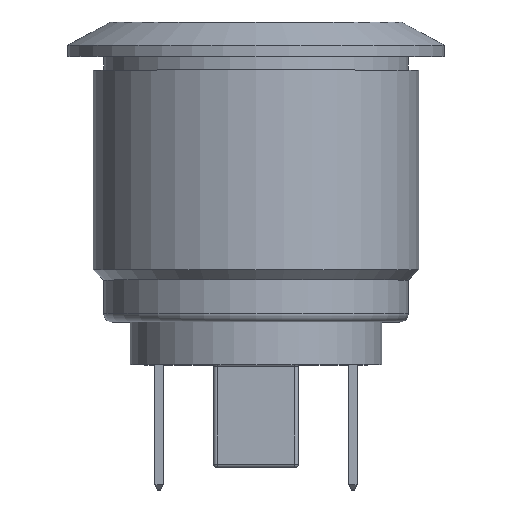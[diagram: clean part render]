
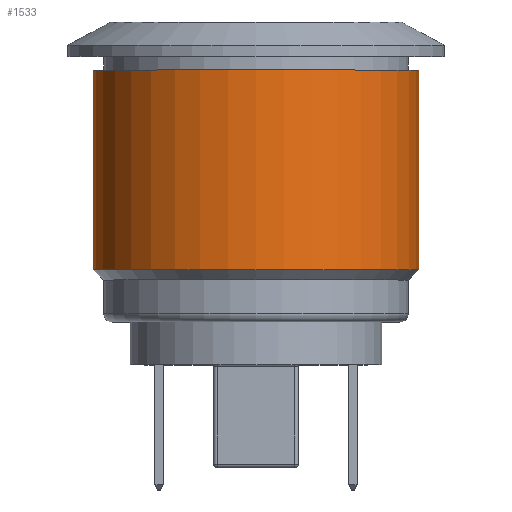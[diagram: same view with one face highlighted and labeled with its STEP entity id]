
A CAD part, top view. The second image highlights one B-rep face of the part: STEP entity #1533.
In plain terms, the highlighted cylindrical face has radius 9.5 mm (diameter 19 mm), a full revolution.
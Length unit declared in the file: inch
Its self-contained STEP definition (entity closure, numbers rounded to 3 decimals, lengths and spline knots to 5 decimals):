
#105=FACE_OUTER_BOUND('',#202,.T.);
#202=EDGE_LOOP('',(#1001,#1002,#1003,#1004,#1005,#1006));
#311=LINE('',#2314,#446);
#446=VECTOR('',#1846,0.37402);
#581=CIRCLE('',#1654,0.37402);
#582=CIRCLE('',#1655,0.37402);
#584=CIRCLE('',#1658,0.37402);
#585=CIRCLE('',#1659,0.37402);
#653=VERTEX_POINT('',#2299);
#654=VERTEX_POINT('',#2300);
#657=VERTEX_POINT('',#2307);
#658=VERTEX_POINT('',#2309);
#784=EDGE_CURVE('',#653,#654,#581,.T.);
#785=EDGE_CURVE('',#654,#653,#582,.T.);
#788=EDGE_CURVE('',#657,#658,#584,.T.);
#789=EDGE_CURVE('',#658,#657,#585,.T.);
#791=EDGE_CURVE('',#658,#654,#311,.T.);
#1001=ORIENTED_EDGE('',*,*,#788,.F.);
#1002=ORIENTED_EDGE('',*,*,#789,.F.);
#1003=ORIENTED_EDGE('',*,*,#791,.T.);
#1004=ORIENTED_EDGE('',*,*,#785,.T.);
#1005=ORIENTED_EDGE('',*,*,#784,.T.);
#1006=ORIENTED_EDGE('',*,*,#791,.F.);
#1403=CYLINDRICAL_SURFACE('',#1661,0.37402);
#1533=ADVANCED_FACE('',(#105),#1403,.T.);
#1654=AXIS2_PLACEMENT_3D('',#2301,#1829,#1830);
#1655=AXIS2_PLACEMENT_3D('',#2302,#1831,#1832);
#1658=AXIS2_PLACEMENT_3D('',#2310,#1838,#1839);
#1659=AXIS2_PLACEMENT_3D('',#2311,#1840,#1841);
#1661=AXIS2_PLACEMENT_3D('',#2313,#1844,#1845);
#1829=DIRECTION('center_axis',(0.,-1.,0.));
#1830=DIRECTION('ref_axis',(1.,0.,0.));
#1831=DIRECTION('center_axis',(0.,-1.,0.));
#1832=DIRECTION('ref_axis',(1.,0.,0.));
#1838=DIRECTION('center_axis',(0.,-1.,0.));
#1839=DIRECTION('ref_axis',(-1.,0.,0.));
#1840=DIRECTION('center_axis',(0.,-1.,0.));
#1841=DIRECTION('ref_axis',(-1.,0.,0.));
#1844=DIRECTION('center_axis',(0.,-1.,0.));
#1845=DIRECTION('ref_axis',(1.,0.,0.));
#1846=DIRECTION('',(0.,1.,0.));
#2299=CARTESIAN_POINT('',(0.37402,0.57874,0.));
#2300=CARTESIAN_POINT('',(-0.37402,0.57874,0.));
#2301=CARTESIAN_POINT('Origin',(0.,0.57874,0.));
#2302=CARTESIAN_POINT('Origin',(0.,0.57874,0.));
#2307=CARTESIAN_POINT('',(0.37402,0.12008,0.));
#2309=CARTESIAN_POINT('',(-0.37402,0.12008,0.));
#2310=CARTESIAN_POINT('Origin',(0.,0.12008,0.));
#2311=CARTESIAN_POINT('Origin',(0.,0.12008,0.));
#2313=CARTESIAN_POINT('Origin',(0.,0.35335,0.));
#2314=CARTESIAN_POINT('',(-0.37402,0.35335,0.));
